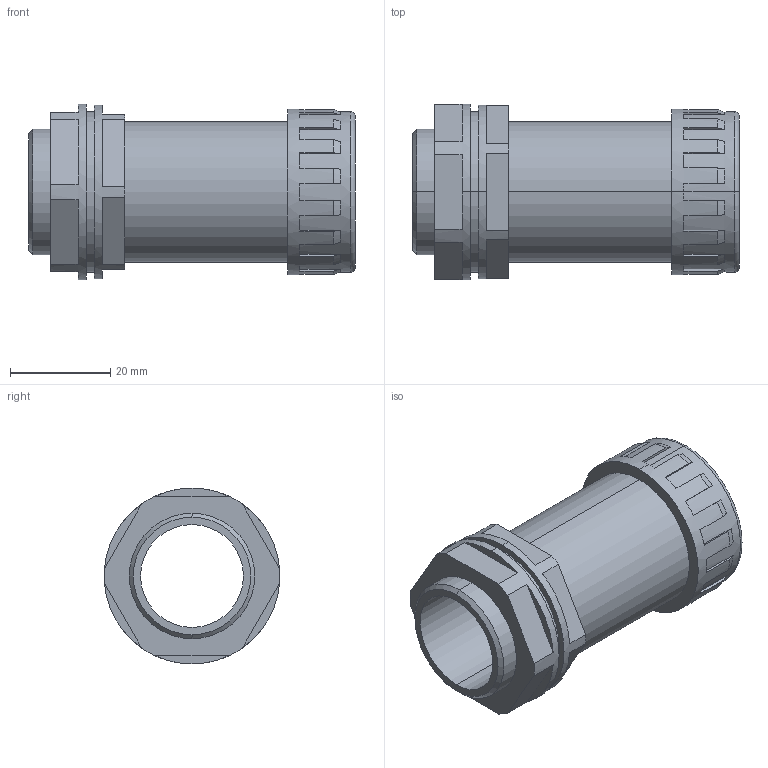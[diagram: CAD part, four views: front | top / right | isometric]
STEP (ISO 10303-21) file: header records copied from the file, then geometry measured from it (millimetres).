
FILE_DESCRIPTION (( 'STEP AP214' ), '1' );
FILE_NAME ('CTA10D-BS25-K41-050 - Ìóôòà òðóáà-êîðîáêà BS25 IP65.STEP', '2016-06-21T09:12:36', ( '' ), ( '' ), 'SwSTEP 2.0', 'SolidWorks 2014', '' );
FILE_SCHEMA (( 'AUTOMOTIVE_DESIGN' ));
Length unit declared in the file: millimetre
Products named in the file (1): CTA10D-BS25-K41-050 - Ìóôòà òðóáà-êîðîáêà BS25 IP65
Bounding box: 65 x 35 x 35 mm (x, y, z)
Volume: 16180.4 mm3; surface area: 14074.8 mm2
Topology: 1 solids, 4 shells, 144 faces, 378 edges, 248 vertices
Faces by surface type: plane 86, cylinder 28, cone 18, torus 12
Entity records: 4640 total; most frequent: CARTESIAN_POINT 867, DIRECTION 808, ORIENTED_EDGE 756, EDGE_CURVE 378, AXIS2_PLACEMENT_3D 317, VERTEX_POINT 248, VECTOR 174, LINE 174
